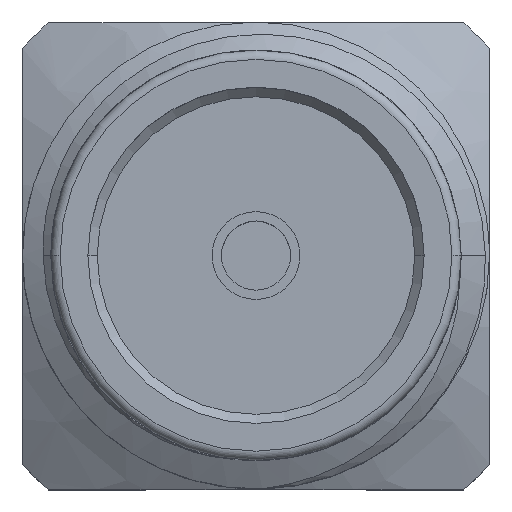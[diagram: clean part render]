
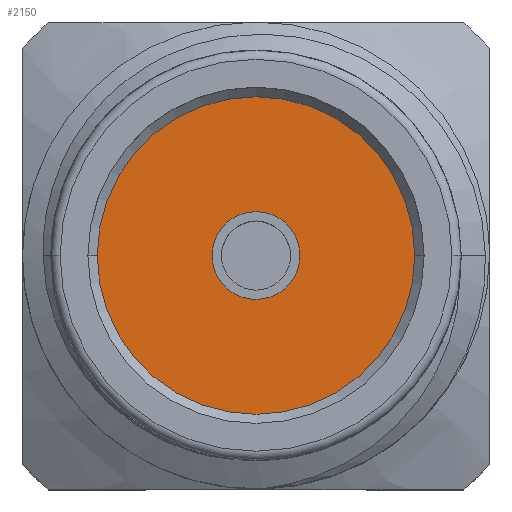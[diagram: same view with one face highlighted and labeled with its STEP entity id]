
A CAD part, top view. The second image highlights one B-rep face of the part: STEP entity #2150.
In plain terms, the highlighted planar face has unit normal (0, 0, 1).
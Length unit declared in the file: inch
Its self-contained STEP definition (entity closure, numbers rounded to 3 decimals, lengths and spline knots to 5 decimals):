
#100 = EDGE_CURVE ( 'NONE', #989, #1615, #168, .T. ) ;
#119 = AXIS2_PLACEMENT_3D ( 'NONE', #3574, #2372, #3851 ) ;
#168 = CIRCLE ( 'NONE', #230, 0.0235 ) ;
#230 = AXIS2_PLACEMENT_3D ( 'NONE', #2329, #2008, #2705 ) ;
#281 = VERTEX_POINT ( 'NONE', #993 ) ;
#310 = CIRCLE ( 'NONE', #2906, 0.085 ) ;
#511 = DIRECTION ( 'NONE',  ( 0., 0., 1. ) ) ;
#560 = CARTESIAN_POINT ( 'NONE',  ( 0.085, 0., -0.075 ) ) ;
#578 = ORIENTED_EDGE ( 'NONE', *, *, #3749, .T. ) ;
#583 = DIRECTION ( 'NONE',  ( 0., 0., 1. ) ) ;
#897 = CIRCLE ( 'NONE', #1949, 0.0235 ) ;
#989 = VERTEX_POINT ( 'NONE', #2980 ) ;
#993 = CARTESIAN_POINT ( 'NONE',  ( -0.085, 0., -0.075 ) ) ;
#1095 = EDGE_LOOP ( 'NONE', ( #2339, #1528 ) ) ;
#1145 = DIRECTION ( 'NONE',  ( 1., 0., 0. ) ) ;
#1484 = CARTESIAN_POINT ( 'NONE',  ( 0., 0., -0.075 ) ) ;
#1528 = ORIENTED_EDGE ( 'NONE', *, *, #100, .F. ) ;
#1586 = PLANE ( 'NONE',  #2616 ) ;
#1615 = VERTEX_POINT ( 'NONE', #2803 ) ;
#1693 = DIRECTION ( 'NONE',  ( 0., 0., 1. ) ) ;
#1949 = AXIS2_PLACEMENT_3D ( 'NONE', #2018, #1693, #2919 ) ;
#2008 = DIRECTION ( 'NONE',  ( 0., 0., 1. ) ) ;
#2018 = CARTESIAN_POINT ( 'NONE',  ( 0., 0., -0.075 ) ) ;
#2081 = FACE_OUTER_BOUND ( 'NONE', #3167, .T. ) ;
#2096 = CARTESIAN_POINT ( 'NONE',  ( 0., 0., -0.075 ) ) ;
#2099 = DIRECTION ( 'NONE',  ( 1., 0., 0. ) ) ;
#2150 = ADVANCED_FACE ( 'NONE', ( #2521, #2081 ), #1586, .T. ) ;
#2329 = CARTESIAN_POINT ( 'NONE',  ( 0., 0., -0.075 ) ) ;
#2339 = ORIENTED_EDGE ( 'NONE', *, *, #3473, .F. ) ;
#2372 = DIRECTION ( 'NONE',  ( 0., 0., 1. ) ) ;
#2514 = ORIENTED_EDGE ( 'NONE', *, *, #3454, .T. ) ;
#2521 = FACE_BOUND ( 'NONE', #1095, .T. ) ;
#2616 = AXIS2_PLACEMENT_3D ( 'NONE', #1484, #583, #2099 ) ;
#2705 = DIRECTION ( 'NONE',  ( 1., 0., 0. ) ) ;
#2720 = VERTEX_POINT ( 'NONE', #560 ) ;
#2803 = CARTESIAN_POINT ( 'NONE',  ( 0.0235, 0., -0.075 ) ) ;
#2906 = AXIS2_PLACEMENT_3D ( 'NONE', #2096, #511, #1145 ) ;
#2919 = DIRECTION ( 'NONE',  ( 1., 0., 0. ) ) ;
#2980 = CARTESIAN_POINT ( 'NONE',  ( -0.0235, 0., -0.075 ) ) ;
#3167 = EDGE_LOOP ( 'NONE', ( #2514, #578 ) ) ;
#3454 = EDGE_CURVE ( 'NONE', #2720, #281, #310, .T. ) ;
#3473 = EDGE_CURVE ( 'NONE', #1615, #989, #897, .T. ) ;
#3574 = CARTESIAN_POINT ( 'NONE',  ( 0., 0., -0.075 ) ) ;
#3680 = CIRCLE ( 'NONE', #119, 0.085 ) ;
#3749 = EDGE_CURVE ( 'NONE', #281, #2720, #3680, .T. ) ;
#3851 = DIRECTION ( 'NONE',  ( 1., 0., 0. ) ) ;
